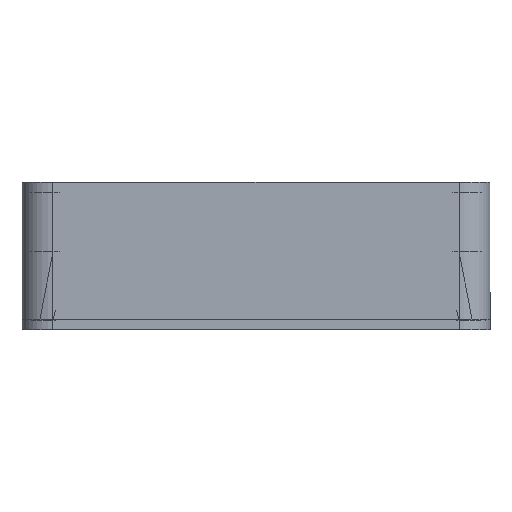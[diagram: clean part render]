
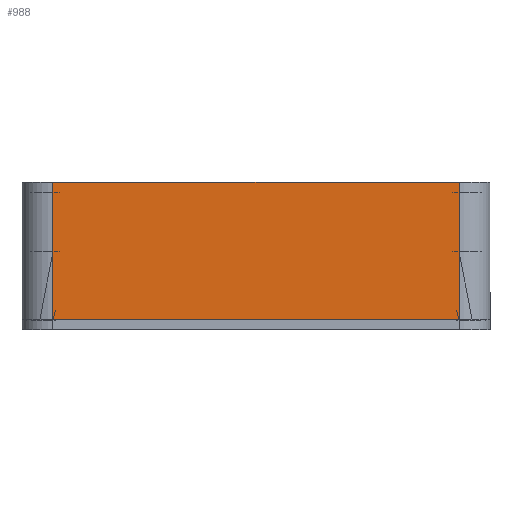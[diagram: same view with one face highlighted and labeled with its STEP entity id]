
A CAD part, left-side view. The second image highlights one B-rep face of the part: STEP entity #988.
In plain terms, the highlighted planar face has unit normal (-1, 0, 0).
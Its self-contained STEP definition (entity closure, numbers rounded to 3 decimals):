
#265 = VERTEX_POINT('',#266);
#266 = CARTESIAN_POINT('',(-98.02,70.,2.1));
#314 = VERTEX_POINT('',#315);
#315 = CARTESIAN_POINT('',(-98.02,-48.,2.1));
#321 = EDGE_CURVE('',#314,#265,#322,.T.);
#322 = LINE('',#323,#324);
#323 = CARTESIAN_POINT('',(-98.02,-48.,2.1));
#324 = VECTOR('',#325,1.);
#325 = DIRECTION('',(0.,1.,0.));
#944 = VERTEX_POINT('',#945);
#945 = CARTESIAN_POINT('',(-98.02,70.,42.1));
#952 = EDGE_CURVE('',#265,#944,#953,.T.);
#953 = LINE('',#954,#955);
#954 = CARTESIAN_POINT('',(-98.02,70.,2.1));
#955 = VECTOR('',#956,1.);
#956 = DIRECTION('',(0.,0.,1.));
#988 = ADVANCED_FACE('',(#989),#1007,.T.);
#989 = FACE_BOUND('',#990,.T.);
#990 = EDGE_LOOP('',(#991,#999,#1005,#1006));
#991 = ORIENTED_EDGE('',*,*,#992,.T.);
#992 = EDGE_CURVE('',#314,#993,#995,.T.);
#993 = VERTEX_POINT('',#994);
#994 = CARTESIAN_POINT('',(-98.02,-48.,42.1));
#995 = LINE('',#996,#997);
#996 = CARTESIAN_POINT('',(-98.02,-48.,2.1));
#997 = VECTOR('',#998,1.);
#998 = DIRECTION('',(0.,0.,1.));
#999 = ORIENTED_EDGE('',*,*,#1000,.T.);
#1000 = EDGE_CURVE('',#993,#944,#1001,.T.);
#1001 = LINE('',#1002,#1003);
#1002 = CARTESIAN_POINT('',(-98.02,-48.,42.1));
#1003 = VECTOR('',#1004,1.);
#1004 = DIRECTION('',(0.,1.,0.));
#1005 = ORIENTED_EDGE('',*,*,#952,.F.);
#1006 = ORIENTED_EDGE('',*,*,#321,.F.);
#1007 = PLANE('',#1008);
#1008 = AXIS2_PLACEMENT_3D('',#1009,#1010,#1011);
#1009 = CARTESIAN_POINT('',(-98.02,-48.,2.1));
#1010 = DIRECTION('',(-1.,0.,0.));
#1011 = DIRECTION('',(0.,1.,0.));
